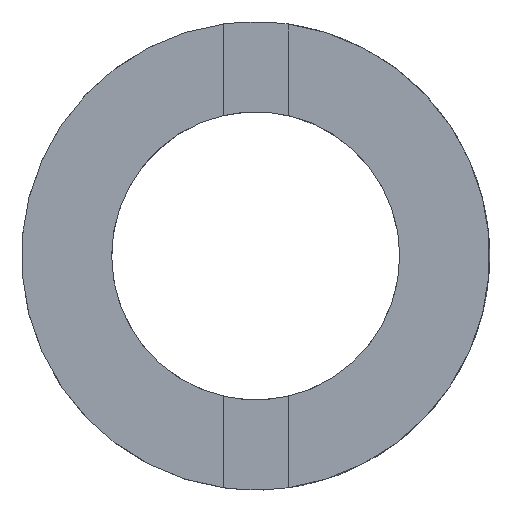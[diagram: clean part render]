
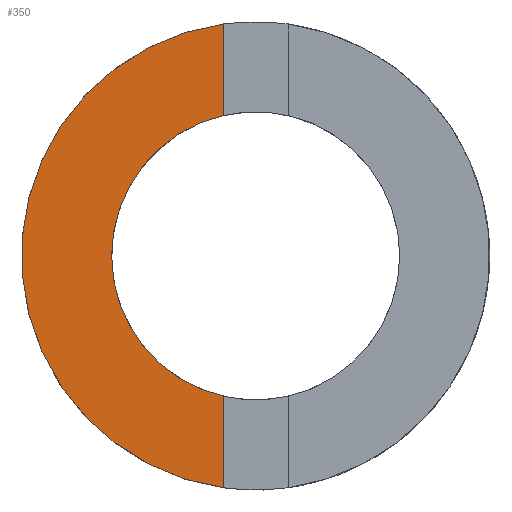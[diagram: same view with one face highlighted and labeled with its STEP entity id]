
A CAD part, top view. The second image highlights one B-rep face of the part: STEP entity #350.
In plain terms, the highlighted planar face has unit normal (0, 0, 1).
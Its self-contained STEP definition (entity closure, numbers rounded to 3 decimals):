
#123=CARTESIAN_POINT('',(-0.45,-1.949,1.35));
#124=VERTEX_POINT('',#123);
#131=CARTESIAN_POINT('',(-0.45,-3.219,1.35));
#132=VERTEX_POINT('',#131);
#133=CARTESIAN_POINT('',(-0.45,-3.219,1.35));
#134=DIRECTION('',(0.0,1.0,0.0));
#135=VECTOR('',#134,1.27);
#136=LINE('',#133,#135);
#137=EDGE_CURVE('',#132,#124,#136,.T.);
#227=CARTESIAN_POINT('',(-0.45,3.219,1.35));
#228=VERTEX_POINT('',#227);
#235=CARTESIAN_POINT('',(-0.45,1.949,1.35));
#236=VERTEX_POINT('',#235);
#237=CARTESIAN_POINT('',(-0.45,1.949,1.35));
#238=DIRECTION('',(0.0,1.0,0.0));
#239=VECTOR('',#238,1.27);
#240=LINE('',#237,#239);
#241=EDGE_CURVE('',#236,#228,#240,.T.);
#305=CARTESIAN_POINT('',(0.0,0.0,1.35));
#306=DIRECTION('',(0.0,0.0,-1.0));
#307=DIRECTION('',(-1.0,0.0,0.0));
#308=AXIS2_PLACEMENT_3D('',#305,#306,#307);
#309=CIRCLE('',#308,2.0);
#310=EDGE_CURVE('',#124,#236,#309,.T.);
#333=CARTESIAN_POINT('',(0.0,0.0,1.35));
#334=DIRECTION('',(0.0,0.0,-1.0));
#335=DIRECTION('',(-1.0,0.0,0.0));
#336=AXIS2_PLACEMENT_3D('',#333,#334,#335);
#337=PLANE('',#336);
#338=ORIENTED_EDGE('',*,*,#137,.T.);
#339=ORIENTED_EDGE('',*,*,#310,.T.);
#340=ORIENTED_EDGE('',*,*,#241,.T.);
#341=CARTESIAN_POINT('',(0.0,0.0,1.35));
#342=DIRECTION('',(0.0,0.0,-1.0));
#343=DIRECTION('',(-1.0,0.0,0.0));
#344=AXIS2_PLACEMENT_3D('',#341,#342,#343);
#345=CIRCLE('',#344,3.25);
#346=EDGE_CURVE('',#132,#228,#345,.T.);
#347=ORIENTED_EDGE('',*,*,#346,.F.);
#348=EDGE_LOOP('',(#338,#339,#340,#347));
#349=FACE_OUTER_BOUND('',#348,.T.);
#350=ADVANCED_FACE('',(#349),#337,.F.);
